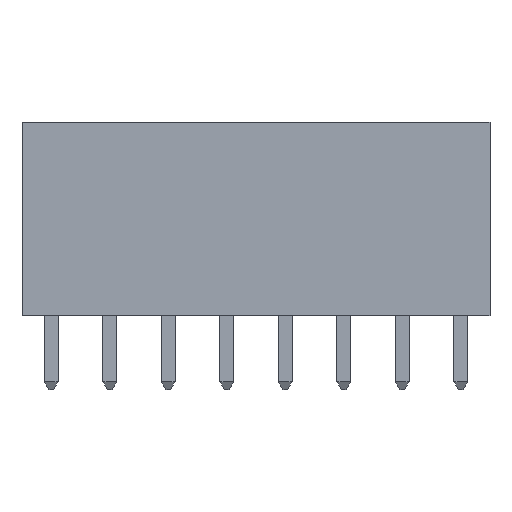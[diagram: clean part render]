
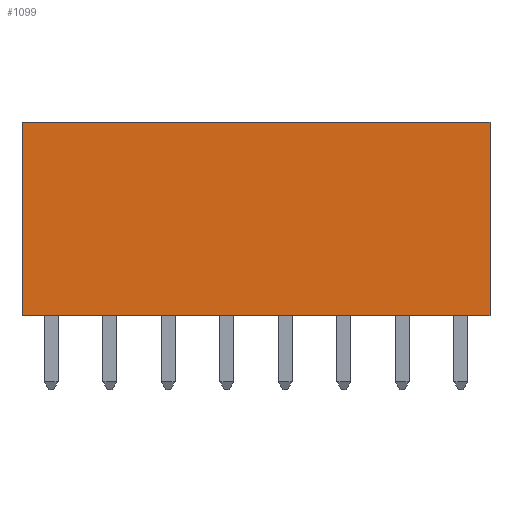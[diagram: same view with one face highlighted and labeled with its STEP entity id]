
A CAD part, front view. The second image highlights one B-rep face of the part: STEP entity #1099.
In plain terms, the highlighted planar face has unit normal (0, -1, 0).
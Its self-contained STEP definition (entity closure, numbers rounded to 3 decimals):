
#10 = LINE ( 'NONE', #5608, #3622 ) ;
#67 = VECTOR ( 'NONE', #383, 1000. ) ;
#296 = ORIENTED_EDGE ( 'NONE', *, *, #8340, .F. ) ;
#383 = DIRECTION ( 'NONE',  ( 0., 0., -1. ) ) ;
#1021 = VECTOR ( 'NONE', #9131, 1000. ) ;
#1099 = ADVANCED_FACE ( 'NONE', ( #7377 ), #2725, .T. ) ;
#1230 = CARTESIAN_POINT ( 'NONE',  ( 19.05, -1.27, 0. ) ) ;
#1387 = ORIENTED_EDGE ( 'NONE', *, *, #2319, .F. ) ;
#1404 = CARTESIAN_POINT ( 'NONE',  ( -1.27, -1.27, 0. ) ) ;
#1479 = EDGE_CURVE ( 'NONE', #5045, #5612, #5809, .T. ) ;
#2054 = DIRECTION ( 'NONE',  ( 0., -1., 0. ) ) ;
#2137 = DIRECTION ( 'NONE',  ( 1., 0., 0. ) ) ;
#2319 = EDGE_CURVE ( 'NONE', #4193, #7998, #6727, .T. ) ;
#2642 = ORIENTED_EDGE ( 'NONE', *, *, #1479, .F. ) ;
#2725 = PLANE ( 'NONE',  #3359 ) ;
#3019 = EDGE_LOOP ( 'NONE', ( #296, #1387, #5975, #2642 ) ) ;
#3359 = AXIS2_PLACEMENT_3D ( 'NONE', #6332, #2054, #7066 ) ;
#3622 = VECTOR ( 'NONE', #6280, 1000. ) ;
#4193 = VERTEX_POINT ( 'NONE', #4565 ) ;
#4371 = CARTESIAN_POINT ( 'NONE',  ( 19.05, -1.27, 8.4 ) ) ;
#4565 = CARTESIAN_POINT ( 'NONE',  ( -1.27, -1.27, 0. ) ) ;
#4929 = VECTOR ( 'NONE', #2137, 1000. ) ;
#5045 = VERTEX_POINT ( 'NONE', #4371 ) ;
#5608 = CARTESIAN_POINT ( 'NONE',  ( 0., -1.27, 8.4 ) ) ;
#5612 = VERTEX_POINT ( 'NONE', #1230 ) ;
#5809 = LINE ( 'NONE', #8973, #67 ) ;
#5829 = EDGE_CURVE ( 'NONE', #4193, #5612, #9202, .T. ) ;
#5975 = ORIENTED_EDGE ( 'NONE', *, *, #5829, .T. ) ;
#6280 = DIRECTION ( 'NONE',  ( 1., 0., 0. ) ) ;
#6332 = CARTESIAN_POINT ( 'NONE',  ( -1.27, -1.27, 0. ) ) ;
#6727 = LINE ( 'NONE', #8407, #1021 ) ;
#7066 = DIRECTION ( 'NONE',  ( 0., 0., -1. ) ) ;
#7377 = FACE_OUTER_BOUND ( 'NONE', #3019, .T. ) ;
#7870 = CARTESIAN_POINT ( 'NONE',  ( -1.27, -1.27, 8.4 ) ) ;
#7998 = VERTEX_POINT ( 'NONE', #7870 ) ;
#8340 = EDGE_CURVE ( 'NONE', #7998, #5045, #10, .T. ) ;
#8407 = CARTESIAN_POINT ( 'NONE',  ( -1.27, -1.27, 0. ) ) ;
#8973 = CARTESIAN_POINT ( 'NONE',  ( 19.05, -1.27, 0. ) ) ;
#9131 = DIRECTION ( 'NONE',  ( 0., 0., 1. ) ) ;
#9202 = LINE ( 'NONE', #1404, #4929 ) ;
